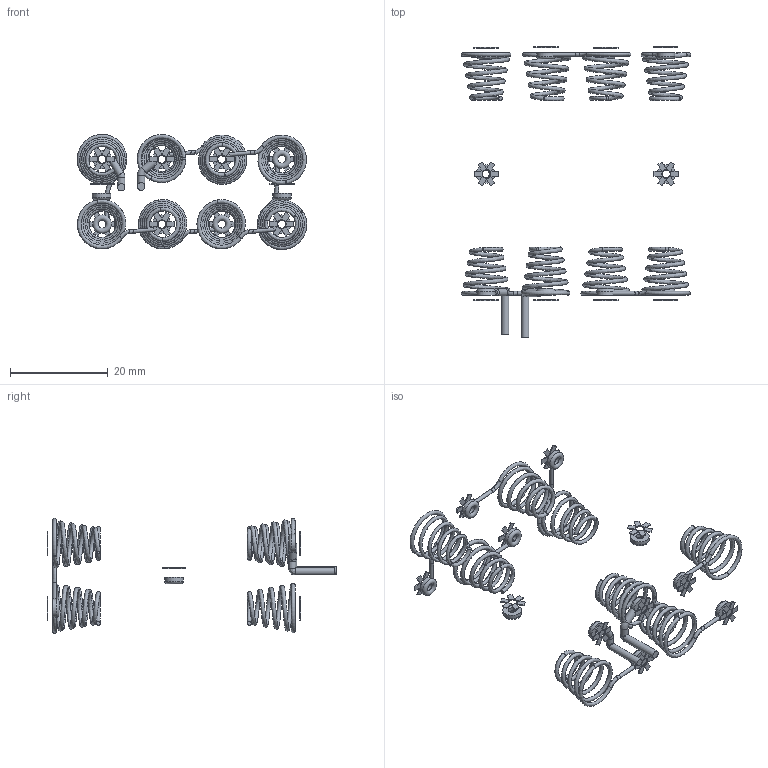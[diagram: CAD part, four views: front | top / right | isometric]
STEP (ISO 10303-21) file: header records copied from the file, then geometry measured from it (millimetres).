
FILE_DESCRIPTION(('FreeCAD Model'),'2;1');
FILE_NAME('battery-holder-8-AAA.step', '2014-08-22T17:06:34',('FreeCAD'),('FreeCAD'), 'Open CASCADE STEP processor 6.7','FreeCAD','Unknown');
FILE_SCHEMA(('AUTOMOTIVE_DESIGN_CC2 { 1 2 10303 214 -1 1 5 4 }'));
Length unit declared in the file: millimetre
Products named in the file (5): wires; contact-stars; contact-front; unions; springs
Bounding box: 47.01 x 59.39 x 23.58 mm (x, y, z)
Volume: 627.7 mm3; surface area: 3512.4 mm2
Topology: 51 solids, 64 shells, 397 faces, 850 edges, 556 vertices
Faces by surface type: plane 301, cylinder 39, bspline 17, torus 17, revolution 16, extrusion 7
Full cylindrical faces by diameter (mm): 1.5 x3, 1.6 x14, 1.8 x11, 3.8 x11
Entity records: 34283 total; most frequent: CARTESIAN_POINT 16489, DIRECTION 3096, VECTOR 1948, LINE 1941, ORIENTED_EDGE 1686, PCURVE 1686, DEFINITIONAL_REPRESENTATION 1686, EDGE_CURVE 850
